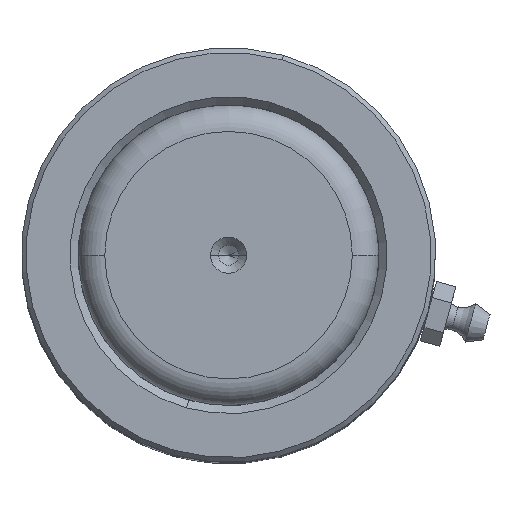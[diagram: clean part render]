
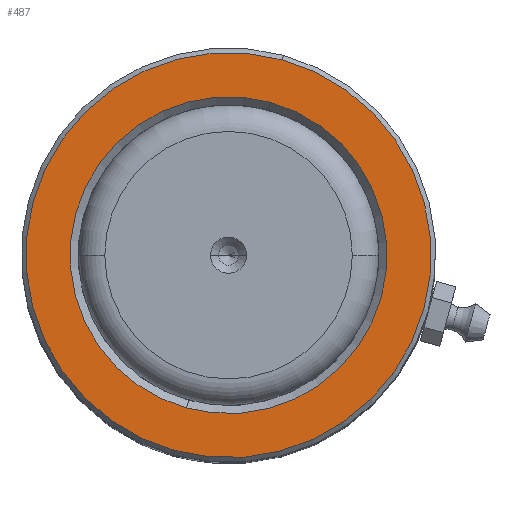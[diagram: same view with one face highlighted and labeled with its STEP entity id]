
A CAD part, top view. The second image highlights one B-rep face of the part: STEP entity #487.
In plain terms, the highlighted planar face has unit normal (0, 0, 1).
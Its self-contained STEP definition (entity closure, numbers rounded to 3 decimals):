
#146 = VERTEX_POINT ( 'NONE', #162 ) ;
#162 = CARTESIAN_POINT ( 'NONE',  ( 30.3, 0., 120. ) ) ;
#249 = AXIS2_PLACEMENT_3D ( 'NONE', #6061, #3946, #4601 ) ;
#405 = EDGE_LOOP ( 'NONE', ( #748, #3740 ) ) ;
#487 = ADVANCED_FACE ( 'NONE', ( #3316, #7445 ), #6863, .T. ) ;
#748 = ORIENTED_EDGE ( 'NONE', *, *, #8560, .T. ) ;
#759 = CARTESIAN_POINT ( 'NONE',  ( -23.7, 0., 120. ) ) ;
#849 = DIRECTION ( 'NONE',  ( 1., 0., 0. ) ) ;
#994 = EDGE_LOOP ( 'NONE', ( #8715, #1096 ) ) ;
#1096 = ORIENTED_EDGE ( 'NONE', *, *, #4628, .T. ) ;
#1117 = CARTESIAN_POINT ( 'NONE',  ( 23.7, 0., 120. ) ) ;
#1155 = DIRECTION ( 'NONE',  ( 0., 0., 1. ) ) ;
#1290 = VERTEX_POINT ( 'NONE', #8056 ) ;
#1616 = CARTESIAN_POINT ( 'NONE',  ( 0., 0., 120. ) ) ;
#1657 = AXIS2_PLACEMENT_3D ( 'NONE', #5395, #1155, #7530 ) ;
#1677 = EDGE_CURVE ( 'NONE', #6361, #8443, #2207, .T. ) ;
#2207 = CIRCLE ( 'NONE', #9195, 23.7 ) ;
#2335 = DIRECTION ( 'NONE',  ( 0., 0., -1. ) ) ;
#2567 = CARTESIAN_POINT ( 'NONE',  ( 0., 0., 120. ) ) ;
#3316 = FACE_OUTER_BOUND ( 'NONE', #405, .T. ) ;
#3479 = AXIS2_PLACEMENT_3D ( 'NONE', #2567, #3993, #8229 ) ;
#3740 = ORIENTED_EDGE ( 'NONE', *, *, #8066, .T. ) ;
#3946 = DIRECTION ( 'NONE',  ( 0., 0., 1. ) ) ;
#3993 = DIRECTION ( 'NONE',  ( 0., 0., 1. ) ) ;
#4601 = DIRECTION ( 'NONE',  ( 1., 0., 0. ) ) ;
#4628 = EDGE_CURVE ( 'NONE', #8443, #6361, #9170, .T. ) ;
#5150 = CIRCLE ( 'NONE', #1657, 30.3 ) ;
#5265 = CARTESIAN_POINT ( 'NONE',  ( 0., 0., 120. ) ) ;
#5330 = DIRECTION ( 'NONE',  ( 0., 0., -1. ) ) ;
#5395 = CARTESIAN_POINT ( 'NONE',  ( 0., 0., 120. ) ) ;
#5594 = CIRCLE ( 'NONE', #249, 30.3 ) ;
#6061 = CARTESIAN_POINT ( 'NONE',  ( 0., 0., 120. ) ) ;
#6361 = VERTEX_POINT ( 'NONE', #1117 ) ;
#6863 = PLANE ( 'NONE',  #3479 ) ;
#7445 = FACE_BOUND ( 'NONE', #994, .T. ) ;
#7477 = AXIS2_PLACEMENT_3D ( 'NONE', #1616, #2335, #849 ) ;
#7530 = DIRECTION ( 'NONE',  ( 1., 0., 0. ) ) ;
#8056 = CARTESIAN_POINT ( 'NONE',  ( -30.3, 0., 120. ) ) ;
#8066 = EDGE_CURVE ( 'NONE', #146, #1290, #5594, .T. ) ;
#8146 = DIRECTION ( 'NONE',  ( 1., 0., 0. ) ) ;
#8229 = DIRECTION ( 'NONE',  ( 1., 0., 0. ) ) ;
#8443 = VERTEX_POINT ( 'NONE', #759 ) ;
#8560 = EDGE_CURVE ( 'NONE', #1290, #146, #5150, .T. ) ;
#8715 = ORIENTED_EDGE ( 'NONE', *, *, #1677, .T. ) ;
#9170 = CIRCLE ( 'NONE', #7477, 23.7 ) ;
#9195 = AXIS2_PLACEMENT_3D ( 'NONE', #5265, #5330, #8146 ) ;
